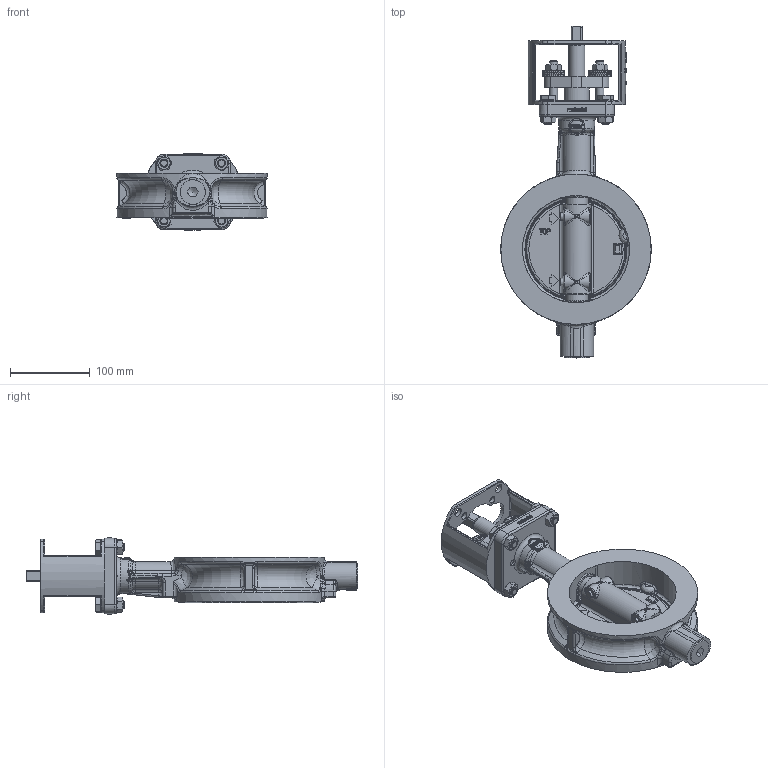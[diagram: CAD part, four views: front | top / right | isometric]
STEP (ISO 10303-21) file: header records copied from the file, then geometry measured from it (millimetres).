
FILE_DESCRIPTION(/* description */ (''),/* implementation_level */ '2;1');
FILE_NAME(/* name */ 'HP111 DN125 PN10-40,ASME.stp',/* time_stamp */ '2016-10-24T13:30:57+02:00',/* author */ ('Hellwig'),/* organization */ (''),/* preprocessor_version */ 'ST-DEVELOPER v15.6',/* originating_system */ 'Autodesk Inventor 2015',/* authorisation */ '');
FILE_SCHEMA (('AUTOMOTIVE_DESIGN { 1 0 10303 214 3 1 1 }'));
Products named in the file (1): M39868
Bounding box: 188 x 415.19 x 95.12 mm (x, y, z)
Volume: 7618.3 mm3; surface area: 360585.2 mm2
Topology: 20 solids, 22 shells, 2042 faces, 5111 edges, 3182 vertices
Faces by surface type: plane 698, bspline 654, cylinder 383, torus 151, cone 141, sphere 15
Full cylindrical faces by diameter (mm): 4.917 x6, 6 x2, 6.6 x2, 8.376 x2, 9 x10, 9.188 x4, 9.2 x2, 9.367 x4, 10 x16, 10.2 x12, 11 x12, 15.4 x4, 20 x2, 20.05 x3, 20.1 x1, 20.2 x4, 22.1 x1, 23.2 x3, 23.25 x2, 24.376 x2, 28 x12, 28.2 x2, 31 x1, 31.2 x1, 31.8 x1, 31.9 x1, 32 x2, 117.5 x1, 118 x1, 119.1 x1
Entity records: 109451 total; most frequent: CARTESIAN_POINT 64334, ORIENTED_EDGE 9492, DIRECTION 7310, EDGE_CURVE 4734, VERTEX_POINT 3101, AXIS2_PLACEMENT_3D 2840, EDGE_LOOP 2487, STYLED_ITEM 2043
